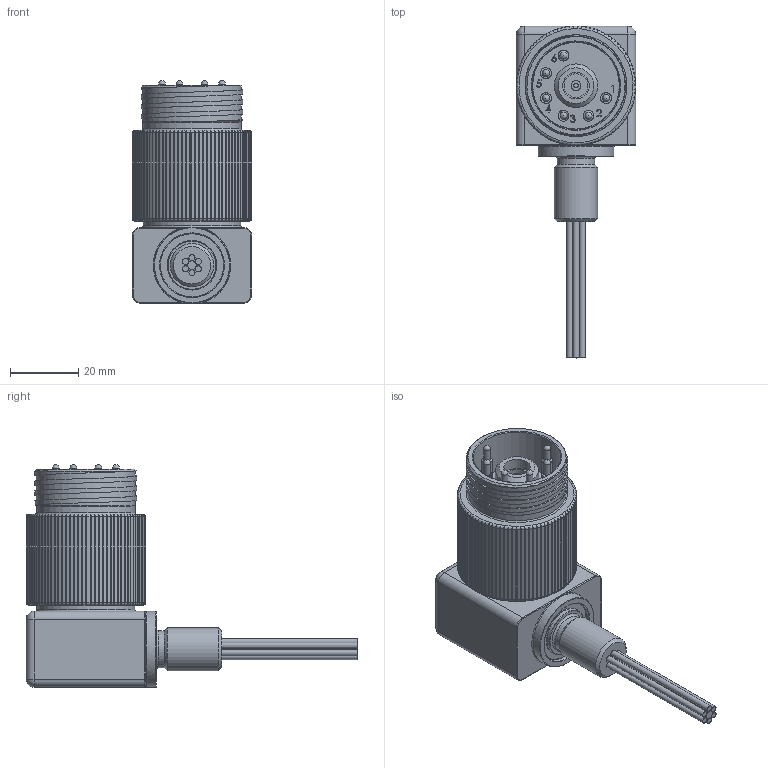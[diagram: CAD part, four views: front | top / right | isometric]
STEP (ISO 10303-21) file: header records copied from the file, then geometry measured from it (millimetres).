
FILE_DESCRIPTION(/* description */ ('','CAx-IF Rec.Pracs.---Representation and Presentation of Product Manufacturing Information (PMI)---4.0---2014-10-13'),/* implementation_level */ '2;1');
FILE_NAME(/* name */ 'HF75CXBHRA6M RADLSA-M.stp',/* time_stamp */ '2024-04-23T10:18:00+02:00',/* author */ ('sh'),/* organization */ (''),/* preprocessor_version */ 'ST-DEVELOPER v19.2',/* originating_system */ 'Autodesk Inventor 2023',/* authorisation */ '');
FILE_SCHEMA (('AP242_MANAGED_MODEL_BASED_3D_ENGINEERING_MIM_LF { 1 0 10303 442 1 1 4 }'));
Length unit declared in the file: millimetre
Products named in the file (1): 01506215
Bounding box: 34.92 x 97.03 x 65.07 mm (x, y, z)
Volume: 53334.8 mm3; surface area: 24020.3 mm2
Topology: 2 solids, 4 shells, 550 faces, 1472 edges, 965 vertices
Faces by surface type: plane 282, cylinder 167, bspline 57, torus 26, cone 14, sphere 4
Full cylindrical faces by diameter (mm): 1.27 x1, 1.778 x3, 1.986 x6, 2.845 x1, 2.921 x1, 3.175 x6, 3.759 x1, 6.909 x2, 6.96 x1, 7.772 x2, 8.484 x1, 8.89 x1, 10.922 x1, 12.7 x2, 14.275 x1, 15.875 x1, 17.462 x1, 17.475 x1, 18.694 x1, 22.225 x1, 23.749 x1, 25.349 x1, 25.4 x1, 25.654 x1, 28.575 x2, 28.804 x1, 28.956 x3, 29.743 x3, 30.048 x2, 31.267 x1
Entity records: 23930 total; most frequent: CARTESIAN_POINT 10299, ORIENTED_EDGE 2934, DIRECTION 2343, EDGE_CURVE 1467, VERTEX_POINT 965, AXIS2_PLACEMENT_3D 909, EDGE_LOOP 594, STYLED_ITEM 555
